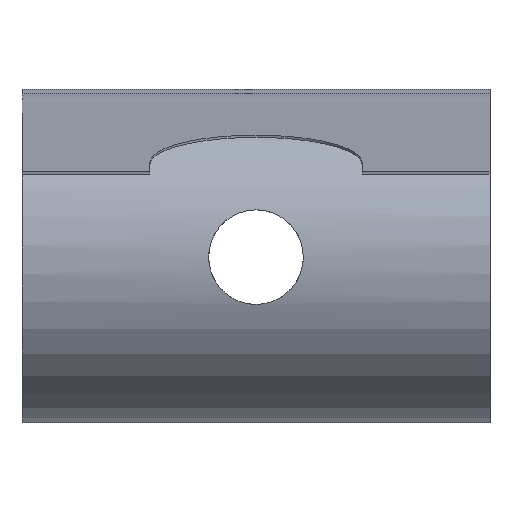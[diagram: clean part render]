
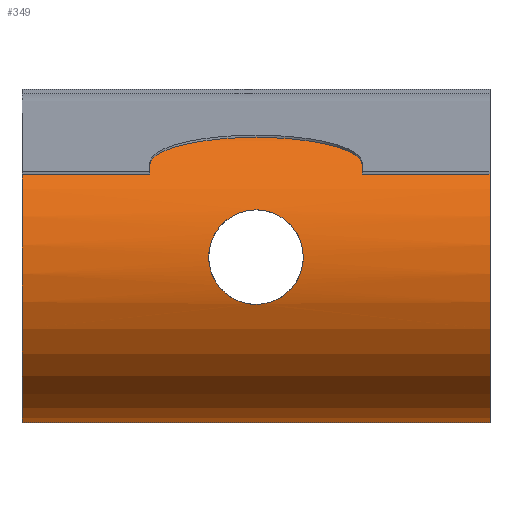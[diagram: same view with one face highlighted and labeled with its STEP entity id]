
A CAD part, front view. The second image highlights one B-rep face of the part: STEP entity #349.
In plain terms, the highlighted cylindrical face has radius 7.017 mm (diameter 14.033 mm), a partial arc.
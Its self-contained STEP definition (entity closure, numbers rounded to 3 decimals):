
#17 = EDGE_CURVE ( 'NONE', #120, #153, #697, .T. ) ;
#23 = EDGE_CURVE ( 'NONE', #150, #171, #444, .T. ) ;
#44 = EDGE_CURVE ( 'NONE', #120, #184, #682, .T. ) ;
#49 = EDGE_CURVE ( 'NONE', #161, #184, #679, .T. ) ;
#52 = AXIS2_PLACEMENT_3D ( 'NONE', #746, #790, #808 ) ;
#68 = AXIS2_PLACEMENT_3D ( 'NONE', #535, #519, #533 ) ;
#74 = AXIS2_PLACEMENT_3D ( 'NONE', #185, #166, #109 ) ;
#77 = EDGE_CURVE ( 'NONE', #161, #153, #653, .T. ) ;
#103 = EDGE_CURVE ( 'NONE', #171, #150, #442, .T. ) ;
#109 = DIRECTION ( 'NONE',  ( 0., 0., -1. ) ) ;
#113 = CARTESIAN_POINT ( 'NONE',  ( -9.9, 0.291, -9. ) ) ;
#115 = CARTESIAN_POINT ( 'NONE',  ( -9.638, 0.291, -9. ) ) ;
#117 = CARTESIAN_POINT ( 'NONE',  ( -9.374, 0.275, -8.947 ) ) ;
#118 = CARTESIAN_POINT ( 'NONE',  ( -9.012, 0.234, -8.797 ) ) ;
#119 = CARTESIAN_POINT ( 'NONE',  ( -8.895, 0.217, -8.734 ) ) ;
#120 = VERTEX_POINT ( 'NONE', #219 ) ;
#121 = CARTESIAN_POINT ( 'NONE',  ( -8.679, 0.182, -8.589 ) ) ;
#122 = CARTESIAN_POINT ( 'NONE',  ( -8.104, 0.056, -7.89 ) ) ;
#123 = CARTESIAN_POINT ( 'NONE',  ( -8.166, 0.071, -8.005 ) ) ;
#124 = CARTESIAN_POINT ( 'NONE',  ( -8.31, 0.106, -8.221 ) ) ;
#125 = CARTESIAN_POINT ( 'NONE',  ( -8.394, 0.125, -8.322 ) ) ;
#126 = CARTESIAN_POINT ( 'NONE',  ( -8.579, 0.163, -8.507 ) ) ;
#127 = CARTESIAN_POINT ( 'NONE',  ( -9.251, 0.261, -5.104 ) ) ;
#129 = CARTESIAN_POINT ( 'NONE',  ( -9.01, 0.234, -5.204 ) ) ;
#130 = CARTESIAN_POINT ( 'NONE',  ( -8.896, 0.217, -5.265 ) ) ;
#132 = CARTESIAN_POINT ( 'NONE',  ( -8.679, 0.182, -5.411 ) ) ;
#133 = CARTESIAN_POINT ( 'NONE',  ( -8.577, 0.163, -5.495 ) ) ;
#136 = CARTESIAN_POINT ( 'NONE',  ( -8.302, 0.106, -5.77 ) ) ;
#138 = CARTESIAN_POINT ( 'NONE',  ( -8.153, 0.069, -5.992 ) ) ;
#140 = CARTESIAN_POINT ( 'NONE',  ( -8.003, 0.029, -6.353 ) ) ;
#141 = CARTESIAN_POINT ( 'NONE',  ( -7.964, 0.018, -6.481 ) ) ;
#142 = CARTESIAN_POINT ( 'NONE',  ( -7.913, 0.004, -6.738 ) ) ;
#143 = CARTESIAN_POINT ( 'NONE',  ( -7.9, 0., -6.868 ) ) ;
#144 = CARTESIAN_POINT ( 'NONE',  ( -7.9, 0., -7.132 ) ) ;
#145 = CARTESIAN_POINT ( 'NONE',  ( -7.913, 0.004, -7.265 ) ) ;
#146 = CARTESIAN_POINT ( 'NONE',  ( -7.965, 0.018, -7.521 ) ) ;
#147 = CARTESIAN_POINT ( 'NONE',  ( -8.003, 0.029, -7.646 ) ) ;
#150 = VERTEX_POINT ( 'NONE', #210 ) ;
#153 = VERTEX_POINT ( 'NONE', #207 ) ;
#161 = VERTEX_POINT ( 'NONE', #196 ) ;
#166 = DIRECTION ( 'NONE',  ( 1., 0., 0. ) ) ;
#171 = VERTEX_POINT ( 'NONE', #795 ) ;
#184 = VERTEX_POINT ( 'NONE', #778 ) ;
#185 = CARTESIAN_POINT ( 'NONE',  ( -19.8, 7.017, -7. ) ) ;
#196 = CARTESIAN_POINT ( 'NONE',  ( 0., 6.5, -13.998 ) ) ;
#207 = CARTESIAN_POINT ( 'NONE',  ( -19.8, 6.5, -13.998 ) ) ;
#210 = CARTESIAN_POINT ( 'NONE',  ( -9.9, 0.291, -9. ) ) ;
#219 = CARTESIAN_POINT ( 'NONE',  ( -19.8, 3.965, -0.682 ) ) ;
#235 = CARTESIAN_POINT ( 'NONE',  ( -9.9, 0.291, -9. ) ) ;
#236 = CARTESIAN_POINT ( 'NONE',  ( -10.031, 0.291, -9. ) ) ;
#238 = CARTESIAN_POINT ( 'NONE',  ( -10.164, 0.287, -8.987 ) ) ;
#240 = DIRECTION ( 'NONE',  ( -1., 0., 0. ) ) ;
#247 = CARTESIAN_POINT ( 'NONE',  ( -10.422, 0.272, -8.935 ) ) ;
#249 = CARTESIAN_POINT ( 'NONE',  ( -10.546, 0.261, -8.897 ) ) ;
#250 = CARTESIAN_POINT ( 'NONE',  ( -76.279, 6.5, -13.998 ) ) ;
#252 = CARTESIAN_POINT ( 'NONE',  ( -10.788, 0.234, -8.797 ) ) ;
#253 = CARTESIAN_POINT ( 'NONE',  ( -10.905, 0.217, -8.734 ) ) ;
#259 = CARTESIAN_POINT ( 'NONE',  ( -11.121, 0.182, -8.589 ) ) ;
#266 = CARTESIAN_POINT ( 'NONE',  ( -11.221, 0.163, -8.507 ) ) ;
#268 = CARTESIAN_POINT ( 'NONE',  ( -11.498, 0.106, -8.23 ) ) ;
#269 = CARTESIAN_POINT ( 'NONE',  ( -11.646, 0.069, -8.01 ) ) ;
#270 = CARTESIAN_POINT ( 'NONE',  ( -11.797, 0.029, -7.646 ) ) ;
#272 = CARTESIAN_POINT ( 'NONE',  ( -11.835, 0.018, -7.521 ) ) ;
#276 = CARTESIAN_POINT ( 'NONE',  ( -11.887, 0.004, -7.264 ) ) ;
#278 = CARTESIAN_POINT ( 'NONE',  ( -11.9, 0., -7.13 ) ) ;
#279 = CARTESIAN_POINT ( 'NONE',  ( -11.9, 0., -6.868 ) ) ;
#280 = CARTESIAN_POINT ( 'NONE',  ( -11.887, 0.004, -6.738 ) ) ;
#283 = CARTESIAN_POINT ( 'NONE',  ( -11.835, 0.018, -6.479 ) ) ;
#285 = CARTESIAN_POINT ( 'NONE',  ( -11.797, 0.029, -6.352 ) ) ;
#287 = CARTESIAN_POINT ( 'NONE',  ( -11.647, 0.069, -5.992 ) ) ;
#291 = CARTESIAN_POINT ( 'NONE',  ( -11.498, 0.106, -5.77 ) ) ;
#296 = CARTESIAN_POINT ( 'NONE',  ( -11.223, 0.163, -5.494 ) ) ;
#298 = CARTESIAN_POINT ( 'NONE',  ( -11.121, 0.182, -5.41 ) ) ;
#300 = CARTESIAN_POINT ( 'NONE',  ( -10.904, 0.217, -5.265 ) ) ;
#301 = CARTESIAN_POINT ( 'NONE',  ( -10.789, 0.234, -5.204 ) ) ;
#311 = CARTESIAN_POINT ( 'NONE',  ( -10.547, 0.261, -5.103 ) ) ;
#313 = CARTESIAN_POINT ( 'NONE',  ( -10.42, 0.272, -5.064 ) ) ;
#314 = CARTESIAN_POINT ( 'NONE',  ( -10.163, 0.287, -5.013 ) ) ;
#315 = CARTESIAN_POINT ( 'NONE',  ( -10.033, 0.291, -5. ) ) ;
#317 = CARTESIAN_POINT ( 'NONE',  ( -9.9, 0.291, -5. ) ) ;
#349 = ADVANCED_FACE ( 'NONE', ( #408, #407 ), #406, .T. ) ;
#406 = CYLINDRICAL_SURFACE ( 'NONE', #52, 7.017 ) ;
#407 = FACE_OUTER_BOUND ( 'NONE', #472, .T. ) ;
#408 = FACE_BOUND ( 'NONE', #470, .T. ) ;
#442 = B_SPLINE_CURVE_WITH_KNOTS ( 'NONE', 3,
 ( #317, #315, #314, #313, #311, #301, #300, #298, #296, #291, #287, #285, #283, #280, #279, #278, #276, #272, #270, #269, #268, #266, #259, #253, #252, #249, #247, #238, #236, #235 ),
 .UNSPECIFIED., .F., .F.,
 ( 4, 2, 2, 2, 2, 2, 2, 2, 2, 2, 2, 2, 2, 2, 4 ),
 ( 0., 0., 0.001, 0.001, 0.002, 0.002, 0.003, 0.003, 0.004, 0.004, 0.005, 0.005, 0.005, 0.006, 0.006 ),
 .UNSPECIFIED. ) ;
#444 = B_SPLINE_CURVE_WITH_KNOTS ( 'NONE', 3,
 ( #113, #115, #117, #118, #119, #121, #126, #125, #124, #123, #122, #147, #146, #145, #144, #143, #142, #141, #140, #138, #136, #133, #132, #130, #129, #127, #527, #528, #530, #531 ),
 .UNSPECIFIED., .F., .F.,
 ( 4, 2, 2, 2, 2, 2, 2, 2, 2, 2, 2, 2, 2, 2, 4 ),
 ( 0.006, 0.007, 0.007, 0.008, 0.008, 0.009, 0.009, 0.009, 0.01, 0.01, 0.011, 0.011, 0.012, 0.012, 0.013 ),
 .UNSPECIFIED. ) ;
#470 = EDGE_LOOP ( 'NONE', ( #512, #510 ) ) ;
#472 = EDGE_LOOP ( 'NONE', ( #509, #508, #506, #502 ) ) ;
#502 = ORIENTED_EDGE ( 'NONE', *, *, #49, .T. ) ;
#506 = ORIENTED_EDGE ( 'NONE', *, *, #77, .F. ) ;
#508 = ORIENTED_EDGE ( 'NONE', *, *, #17, .T. ) ;
#509 = ORIENTED_EDGE ( 'NONE', *, *, #44, .F. ) ;
#510 = ORIENTED_EDGE ( 'NONE', *, *, #23, .F. ) ;
#512 = ORIENTED_EDGE ( 'NONE', *, *, #103, .F. ) ;
#516 = DIRECTION ( 'NONE',  ( 1., 0., 0. ) ) ;
#519 = DIRECTION ( 'NONE',  ( -1., 0., 0. ) ) ;
#523 = CARTESIAN_POINT ( 'NONE',  ( -76.279, 3.965, -0.682 ) ) ;
#527 = CARTESIAN_POINT ( 'NONE',  ( -9.379, 0.272, -5.065 ) ) ;
#528 = CARTESIAN_POINT ( 'NONE',  ( -9.636, 0.287, -5.013 ) ) ;
#530 = CARTESIAN_POINT ( 'NONE',  ( -9.767, 0.291, -5. ) ) ;
#531 = CARTESIAN_POINT ( 'NONE',  ( -9.9, 0.291, -5. ) ) ;
#533 = DIRECTION ( 'NONE',  ( 0., 0., 1. ) ) ;
#535 = CARTESIAN_POINT ( 'NONE',  ( 0., 7.017, -7. ) ) ;
#652 = VECTOR ( 'NONE', #240, 1000. ) ;
#653 = LINE ( 'NONE', #250, #652 ) ;
#679 = CIRCLE ( 'NONE', #68, 7.017 ) ;
#681 = VECTOR ( 'NONE', #516, 1000. ) ;
#682 = LINE ( 'NONE', #523, #681 ) ;
#697 = CIRCLE ( 'NONE', #74, 7.017 ) ;
#746 = CARTESIAN_POINT ( 'NONE',  ( -76.279, 7.017, -7. ) ) ;
#778 = CARTESIAN_POINT ( 'NONE',  ( 0., 3.965, -0.682 ) ) ;
#790 = DIRECTION ( 'NONE',  ( 1., 0., 0. ) ) ;
#795 = CARTESIAN_POINT ( 'NONE',  ( -9.9, 0.291, -5. ) ) ;
#808 = DIRECTION ( 'NONE',  ( 0., 0., -1. ) ) ;
